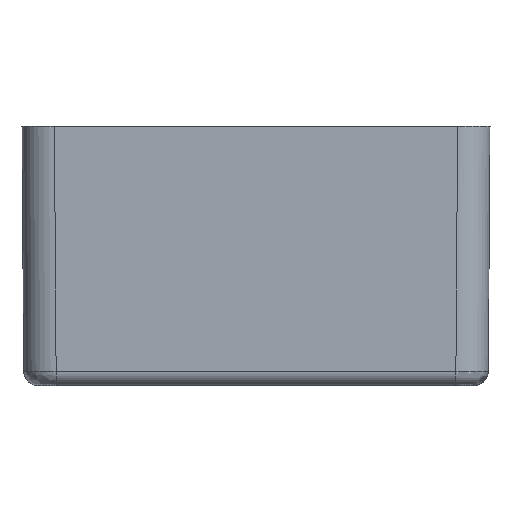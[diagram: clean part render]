
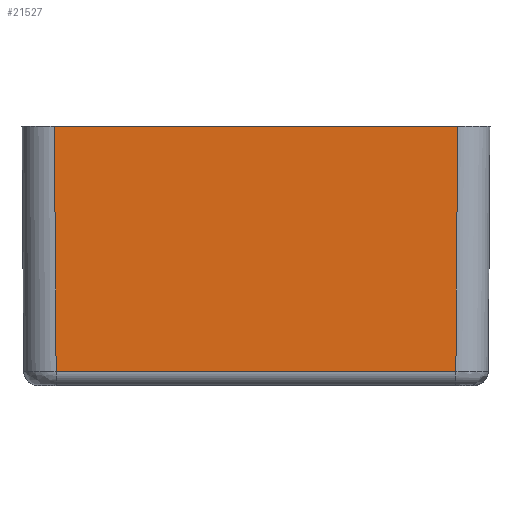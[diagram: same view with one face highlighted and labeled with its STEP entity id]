
A CAD part, front view. The second image highlights one B-rep face of the part: STEP entity #21527.
In plain terms, the highlighted planar face has unit normal (0, -1, -0.007).
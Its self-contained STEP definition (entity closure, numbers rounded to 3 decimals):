
#21027=CARTESIAN_POINT('',(27.763,-59.763,-34.014));
#21028=VERTEX_POINT('',#21027);
#21161=CARTESIAN_POINT('',(-27.763,-59.763,-34.014));
#21162=VERTEX_POINT('',#21161);
#21179=CARTESIAN_POINT('',(27.763,-59.763,-34.014));
#21180=DIRECTION('',(-1.0,0.0,0.0));
#21181=VECTOR('',#21180,55.525);
#21182=LINE('',#21179,#21181);
#21183=EDGE_CURVE('',#21028,#21162,#21182,.T.);
#21478=CARTESIAN_POINT('',(-28.,-60.0,0.0));
#21479=VERTEX_POINT('',#21478);
#21480=CARTESIAN_POINT('',(-27.763,-59.763,-34.014));
#21481=DIRECTION('',(-0.007,-0.007,1.));
#21482=VECTOR('',#21481,34.016);
#21483=LINE('',#21480,#21482);
#21484=EDGE_CURVE('',#21162,#21479,#21483,.T.);
#21504=CARTESIAN_POINT('',(-32.5,-60.0,0.0));
#21505=DIRECTION('',(0.0,-1.,-0.007));
#21506=DIRECTION('',(-1.0,0.0,0.0));
#21507=AXIS2_PLACEMENT_3D('',#21504,#21505,#21506);
#21508=PLANE('',#21507);
#21509=ORIENTED_EDGE('',*,*,#21183,.F.);
#21510=CARTESIAN_POINT('',(28.,-60.0,0.0));
#21511=VERTEX_POINT('',#21510);
#21512=CARTESIAN_POINT('',(28.,-60.0,0.0));
#21513=DIRECTION('',(-0.007,0.007,-1.));
#21514=VECTOR('',#21513,34.016);
#21515=LINE('',#21512,#21514);
#21516=EDGE_CURVE('',#21511,#21028,#21515,.T.);
#21517=ORIENTED_EDGE('',*,*,#21516,.F.);
#21518=CARTESIAN_POINT('',(28.,-60.0,0.0));
#21519=DIRECTION('',(-1.0,0.0,0.0));
#21520=VECTOR('',#21519,56.);
#21521=LINE('',#21518,#21520);
#21522=EDGE_CURVE('',#21511,#21479,#21521,.T.);
#21523=ORIENTED_EDGE('',*,*,#21522,.T.);
#21524=ORIENTED_EDGE('',*,*,#21484,.F.);
#21525=EDGE_LOOP('',(#21509,#21517,#21523,#21524));
#21526=FACE_OUTER_BOUND('',#21525,.T.);
#21527=ADVANCED_FACE('',(#21526),#21508,.T.);
